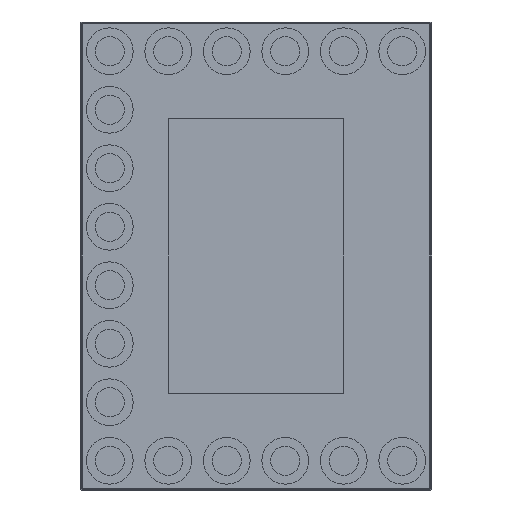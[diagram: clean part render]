
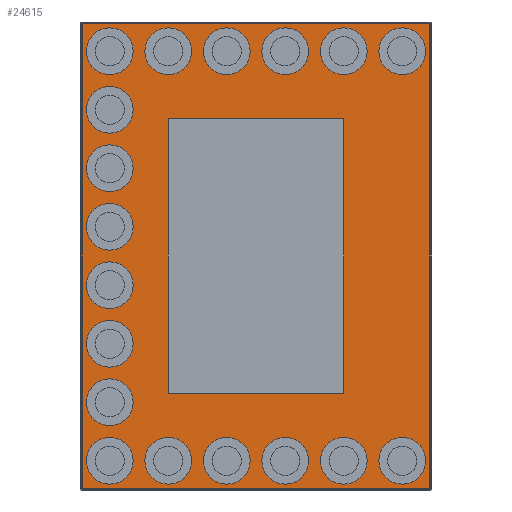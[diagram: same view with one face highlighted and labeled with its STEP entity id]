
A CAD part, front view. The second image highlights one B-rep face of the part: STEP entity #24615.
In plain terms, the highlighted planar face has unit normal (0, -1, 0).
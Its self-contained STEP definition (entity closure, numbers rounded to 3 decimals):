
#679=FACE_BOUND('',#3786,.T.);
#680=FACE_BOUND('',#3787,.T.);
#681=FACE_BOUND('',#3788,.T.);
#682=FACE_BOUND('',#3789,.T.);
#683=FACE_BOUND('',#3790,.T.);
#684=FACE_BOUND('',#3791,.T.);
#685=FACE_BOUND('',#3792,.T.);
#686=FACE_BOUND('',#3793,.T.);
#687=FACE_BOUND('',#3794,.T.);
#688=FACE_BOUND('',#3795,.T.);
#689=FACE_BOUND('',#3796,.T.);
#690=FACE_BOUND('',#3797,.T.);
#691=FACE_BOUND('',#3798,.T.);
#692=FACE_BOUND('',#3799,.T.);
#693=FACE_BOUND('',#3800,.T.);
#694=FACE_BOUND('',#3801,.T.);
#695=FACE_BOUND('',#3802,.T.);
#696=FACE_BOUND('',#3803,.T.);
#697=FACE_BOUND('',#3804,.T.);
#1099=PLANE('',#27178);
#2131=FACE_OUTER_BOUND('',#3785,.T.);
#3785=EDGE_LOOP('',(#19367,#19368,#19369,#19370));
#3786=EDGE_LOOP('',(#19371));
#3787=EDGE_LOOP('',(#19372));
#3788=EDGE_LOOP('',(#19373));
#3789=EDGE_LOOP('',(#19374));
#3790=EDGE_LOOP('',(#19375));
#3791=EDGE_LOOP('',(#19376));
#3792=EDGE_LOOP('',(#19377));
#3793=EDGE_LOOP('',(#19378));
#3794=EDGE_LOOP('',(#19379));
#3795=EDGE_LOOP('',(#19380));
#3796=EDGE_LOOP('',(#19381));
#3797=EDGE_LOOP('',(#19382));
#3798=EDGE_LOOP('',(#19383));
#3799=EDGE_LOOP('',(#19384));
#3800=EDGE_LOOP('',(#19385));
#3801=EDGE_LOOP('',(#19386));
#3802=EDGE_LOOP('',(#19387));
#3803=EDGE_LOOP('',(#19388));
#3804=EDGE_LOOP('',(#19389,#19390,#19391,#19392));
#5392=LINE('',#40125,#7307);
#5395=LINE('',#40136,#7310);
#5399=LINE('',#40152,#7314);
#5403=LINE('',#40161,#7318);
#5410=LINE('',#40217,#7325);
#5411=LINE('',#40219,#7326);
#5412=LINE('',#40221,#7327);
#5413=LINE('',#40222,#7328);
#7307=VECTOR('',#32436,10.);
#7310=VECTOR('',#32449,10.);
#7314=VECTOR('',#32467,10.);
#7318=VECTOR('',#32477,10.);
#7325=VECTOR('',#32534,30.);
#7326=VECTOR('',#32535,47.);
#7327=VECTOR('',#32536,30.);
#7328=VECTOR('',#32537,47.);
#9459=CIRCLE('',#27179,4.);
#9460=CIRCLE('',#27180,4.);
#9461=CIRCLE('',#27181,4.);
#9462=CIRCLE('',#27182,4.);
#9463=CIRCLE('',#27183,4.);
#9464=CIRCLE('',#27184,4.);
#9465=CIRCLE('',#27185,4.);
#9466=CIRCLE('',#27186,4.);
#9467=CIRCLE('',#27187,4.);
#9468=CIRCLE('',#27188,4.);
#9469=CIRCLE('',#27189,4.);
#9470=CIRCLE('',#27190,4.);
#9471=CIRCLE('',#27191,4.);
#9472=CIRCLE('',#27192,4.);
#9473=CIRCLE('',#27193,4.);
#9474=CIRCLE('',#27194,4.);
#9475=CIRCLE('',#27195,4.);
#9476=CIRCLE('',#27196,4.);
#11238=VERTEX_POINT('',#40111);
#11243=VERTEX_POINT('',#40121);
#11244=VERTEX_POINT('',#40128);
#11249=VERTEX_POINT('',#40144);
#11258=VERTEX_POINT('',#40179);
#11259=VERTEX_POINT('',#40181);
#11260=VERTEX_POINT('',#40183);
#11261=VERTEX_POINT('',#40185);
#11262=VERTEX_POINT('',#40187);
#11263=VERTEX_POINT('',#40189);
#11264=VERTEX_POINT('',#40191);
#11265=VERTEX_POINT('',#40193);
#11266=VERTEX_POINT('',#40195);
#11267=VERTEX_POINT('',#40197);
#11268=VERTEX_POINT('',#40199);
#11269=VERTEX_POINT('',#40201);
#11270=VERTEX_POINT('',#40203);
#11271=VERTEX_POINT('',#40205);
#11272=VERTEX_POINT('',#40207);
#11273=VERTEX_POINT('',#40209);
#11274=VERTEX_POINT('',#40211);
#11275=VERTEX_POINT('',#40213);
#11276=VERTEX_POINT('',#40215);
#11277=VERTEX_POINT('',#40216);
#11278=VERTEX_POINT('',#40218);
#11279=VERTEX_POINT('',#40220);
#14126=EDGE_CURVE('',#11238,#11243,#5392,.T.);
#14132=EDGE_CURVE('',#11244,#11238,#5395,.T.);
#14140=EDGE_CURVE('',#11249,#11244,#5399,.T.);
#14145=EDGE_CURVE('',#11243,#11249,#5403,.T.);
#14154=EDGE_CURVE('',#11258,#11258,#9459,.T.);
#14155=EDGE_CURVE('',#11259,#11259,#9460,.T.);
#14156=EDGE_CURVE('',#11260,#11260,#9461,.T.);
#14157=EDGE_CURVE('',#11261,#11261,#9462,.T.);
#14158=EDGE_CURVE('',#11262,#11262,#9463,.T.);
#14159=EDGE_CURVE('',#11263,#11263,#9464,.T.);
#14160=EDGE_CURVE('',#11264,#11264,#9465,.T.);
#14161=EDGE_CURVE('',#11265,#11265,#9466,.T.);
#14162=EDGE_CURVE('',#11266,#11266,#9467,.T.);
#14163=EDGE_CURVE('',#11267,#11267,#9468,.T.);
#14164=EDGE_CURVE('',#11268,#11268,#9469,.T.);
#14165=EDGE_CURVE('',#11269,#11269,#9470,.T.);
#14166=EDGE_CURVE('',#11270,#11270,#9471,.T.);
#14167=EDGE_CURVE('',#11271,#11271,#9472,.T.);
#14168=EDGE_CURVE('',#11272,#11272,#9473,.T.);
#14169=EDGE_CURVE('',#11273,#11273,#9474,.T.);
#14170=EDGE_CURVE('',#11274,#11274,#9475,.T.);
#14171=EDGE_CURVE('',#11275,#11275,#9476,.T.);
#14172=EDGE_CURVE('',#11276,#11277,#5410,.T.);
#14173=EDGE_CURVE('',#11278,#11276,#5411,.T.);
#14174=EDGE_CURVE('',#11279,#11278,#5412,.T.);
#14175=EDGE_CURVE('',#11277,#11279,#5413,.T.);
#19367=ORIENTED_EDGE('',*,*,#14126,.F.);
#19368=ORIENTED_EDGE('',*,*,#14132,.F.);
#19369=ORIENTED_EDGE('',*,*,#14140,.F.);
#19370=ORIENTED_EDGE('',*,*,#14145,.F.);
#19371=ORIENTED_EDGE('',*,*,#14154,.T.);
#19372=ORIENTED_EDGE('',*,*,#14155,.T.);
#19373=ORIENTED_EDGE('',*,*,#14156,.T.);
#19374=ORIENTED_EDGE('',*,*,#14157,.T.);
#19375=ORIENTED_EDGE('',*,*,#14158,.T.);
#19376=ORIENTED_EDGE('',*,*,#14159,.T.);
#19377=ORIENTED_EDGE('',*,*,#14160,.T.);
#19378=ORIENTED_EDGE('',*,*,#14161,.T.);
#19379=ORIENTED_EDGE('',*,*,#14162,.T.);
#19380=ORIENTED_EDGE('',*,*,#14163,.T.);
#19381=ORIENTED_EDGE('',*,*,#14164,.T.);
#19382=ORIENTED_EDGE('',*,*,#14165,.T.);
#19383=ORIENTED_EDGE('',*,*,#14166,.T.);
#19384=ORIENTED_EDGE('',*,*,#14167,.T.);
#19385=ORIENTED_EDGE('',*,*,#14168,.T.);
#19386=ORIENTED_EDGE('',*,*,#14169,.T.);
#19387=ORIENTED_EDGE('',*,*,#14170,.T.);
#19388=ORIENTED_EDGE('',*,*,#14171,.T.);
#19389=ORIENTED_EDGE('',*,*,#14172,.F.);
#19390=ORIENTED_EDGE('',*,*,#14173,.F.);
#19391=ORIENTED_EDGE('',*,*,#14174,.F.);
#19392=ORIENTED_EDGE('',*,*,#14175,.F.);
#24615=ADVANCED_FACE('',(#2131,#679,#680,#681,#682,#683,#684,#685,#686,
#687,#688,#689,#690,#691,#692,#693,#694,#695,#696,#697),#1099,.F.);
#27178=AXIS2_PLACEMENT_3D('',#40178,#32496,#32497);
#27179=AXIS2_PLACEMENT_3D('',#40180,#32498,#32499);
#27180=AXIS2_PLACEMENT_3D('',#40182,#32500,#32501);
#27181=AXIS2_PLACEMENT_3D('',#40184,#32502,#32503);
#27182=AXIS2_PLACEMENT_3D('',#40186,#32504,#32505);
#27183=AXIS2_PLACEMENT_3D('',#40188,#32506,#32507);
#27184=AXIS2_PLACEMENT_3D('',#40190,#32508,#32509);
#27185=AXIS2_PLACEMENT_3D('',#40192,#32510,#32511);
#27186=AXIS2_PLACEMENT_3D('',#40194,#32512,#32513);
#27187=AXIS2_PLACEMENT_3D('',#40196,#32514,#32515);
#27188=AXIS2_PLACEMENT_3D('',#40198,#32516,#32517);
#27189=AXIS2_PLACEMENT_3D('',#40200,#32518,#32519);
#27190=AXIS2_PLACEMENT_3D('',#40202,#32520,#32521);
#27191=AXIS2_PLACEMENT_3D('',#40204,#32522,#32523);
#27192=AXIS2_PLACEMENT_3D('',#40206,#32524,#32525);
#27193=AXIS2_PLACEMENT_3D('',#40208,#32526,#32527);
#27194=AXIS2_PLACEMENT_3D('',#40210,#32528,#32529);
#27195=AXIS2_PLACEMENT_3D('',#40212,#32530,#32531);
#27196=AXIS2_PLACEMENT_3D('',#40214,#32532,#32533);
#32436=DIRECTION('',(-1.,0.,0.));
#32449=DIRECTION('',(0.,0.,-1.));
#32467=DIRECTION('',(1.,0.,0.));
#32477=DIRECTION('',(0.,0.,1.));
#32496=DIRECTION('center_axis',(0.,1.,0.));
#32497=DIRECTION('ref_axis',(0.,0.,1.));
#32498=DIRECTION('center_axis',(0.,1.,0.));
#32499=DIRECTION('ref_axis',(0.,0.,1.));
#32500=DIRECTION('center_axis',(0.,1.,0.));
#32501=DIRECTION('ref_axis',(0.,0.,1.));
#32502=DIRECTION('center_axis',(0.,1.,0.));
#32503=DIRECTION('ref_axis',(0.,0.,1.));
#32504=DIRECTION('center_axis',(0.,1.,0.));
#32505=DIRECTION('ref_axis',(0.,0.,1.));
#32506=DIRECTION('center_axis',(0.,1.,0.));
#32507=DIRECTION('ref_axis',(0.,0.,1.));
#32508=DIRECTION('center_axis',(0.,1.,0.));
#32509=DIRECTION('ref_axis',(0.,0.,1.));
#32510=DIRECTION('center_axis',(0.,1.,0.));
#32511=DIRECTION('ref_axis',(0.,0.,1.));
#32512=DIRECTION('center_axis',(0.,1.,0.));
#32513=DIRECTION('ref_axis',(0.,0.,1.));
#32514=DIRECTION('center_axis',(0.,1.,0.));
#32515=DIRECTION('ref_axis',(0.,0.,1.));
#32516=DIRECTION('center_axis',(0.,1.,0.));
#32517=DIRECTION('ref_axis',(0.,0.,1.));
#32518=DIRECTION('center_axis',(0.,1.,0.));
#32519=DIRECTION('ref_axis',(0.,0.,1.));
#32520=DIRECTION('center_axis',(0.,1.,0.));
#32521=DIRECTION('ref_axis',(0.,0.,1.));
#32522=DIRECTION('center_axis',(0.,1.,0.));
#32523=DIRECTION('ref_axis',(0.,0.,1.));
#32524=DIRECTION('center_axis',(0.,1.,0.));
#32525=DIRECTION('ref_axis',(0.,0.,1.));
#32526=DIRECTION('center_axis',(0.,1.,0.));
#32527=DIRECTION('ref_axis',(0.,0.,1.));
#32528=DIRECTION('center_axis',(0.,1.,0.));
#32529=DIRECTION('ref_axis',(0.,0.,1.));
#32530=DIRECTION('center_axis',(0.,1.,0.));
#32531=DIRECTION('ref_axis',(0.,0.,1.));
#32532=DIRECTION('center_axis',(0.,1.,0.));
#32533=DIRECTION('ref_axis',(0.,0.,1.));
#32534=DIRECTION('',(1.,0.,0.));
#32535=DIRECTION('',(0.,0.,-1.));
#32536=DIRECTION('',(-1.,0.,0.));
#32537=DIRECTION('',(0.,0.,1.));
#40111=CARTESIAN_POINT('',(-60.269,0.,-39.731));
#40121=CARTESIAN_POINT('',(-119.731,0.,-39.731));
#40125=CARTESIAN_POINT('',(-120.605,0.,-39.731));
#40128=CARTESIAN_POINT('',(-60.269,0.,39.731));
#40136=CARTESIAN_POINT('',(-60.269,0.,35.45));
#40144=CARTESIAN_POINT('',(-119.731,0.,39.731));
#40152=CARTESIAN_POINT('',(-29.395,0.,39.731));
#40161=CARTESIAN_POINT('',(-119.731,0.,112.716));
#40178=CARTESIAN_POINT('Origin',(-120.,0.,112.111));
#40179=CARTESIAN_POINT('',(-105.,0.,39.));
#40180=CARTESIAN_POINT('Origin',(-105.,0.,35.));
#40181=CARTESIAN_POINT('',(-115.,0.,-31.));
#40182=CARTESIAN_POINT('Origin',(-115.,0.,-35.));
#40183=CARTESIAN_POINT('',(-115.,0.,-21.));
#40184=CARTESIAN_POINT('Origin',(-115.,0.,-25.));
#40185=CARTESIAN_POINT('',(-115.,0.,-11.));
#40186=CARTESIAN_POINT('Origin',(-115.,0.,-15.));
#40187=CARTESIAN_POINT('',(-115.,0.,-1.));
#40188=CARTESIAN_POINT('Origin',(-115.,0.,-5.));
#40189=CARTESIAN_POINT('',(-115.,0.,9.));
#40190=CARTESIAN_POINT('Origin',(-115.,0.,5.));
#40191=CARTESIAN_POINT('',(-115.,0.,19.));
#40192=CARTESIAN_POINT('Origin',(-115.,0.,15.));
#40193=CARTESIAN_POINT('',(-115.,0.,29.));
#40194=CARTESIAN_POINT('Origin',(-115.,0.,25.));
#40195=CARTESIAN_POINT('',(-105.,0.,-31.));
#40196=CARTESIAN_POINT('Origin',(-105.,0.,-35.));
#40197=CARTESIAN_POINT('',(-95.,0.,-31.));
#40198=CARTESIAN_POINT('Origin',(-95.,0.,-35.));
#40199=CARTESIAN_POINT('',(-85.,0.,-31.));
#40200=CARTESIAN_POINT('Origin',(-85.,0.,-35.));
#40201=CARTESIAN_POINT('',(-75.,0.,-31.));
#40202=CARTESIAN_POINT('Origin',(-75.,0.,-35.));
#40203=CARTESIAN_POINT('',(-65.,0.,-31.));
#40204=CARTESIAN_POINT('Origin',(-65.,0.,-35.));
#40205=CARTESIAN_POINT('',(-115.,0.,39.));
#40206=CARTESIAN_POINT('Origin',(-115.,0.,35.));
#40207=CARTESIAN_POINT('',(-95.,0.,39.));
#40208=CARTESIAN_POINT('Origin',(-95.,0.,35.));
#40209=CARTESIAN_POINT('',(-85.,0.,39.));
#40210=CARTESIAN_POINT('Origin',(-85.,0.,35.));
#40211=CARTESIAN_POINT('',(-75.,0.,39.));
#40212=CARTESIAN_POINT('Origin',(-75.,0.,35.));
#40213=CARTESIAN_POINT('',(-65.,0.,39.));
#40214=CARTESIAN_POINT('Origin',(-65.,0.,35.));
#40215=CARTESIAN_POINT('',(-105.,0.,-23.5));
#40216=CARTESIAN_POINT('',(-75.,0.,-23.5));
#40217=CARTESIAN_POINT('',(-105.,0.,-23.5));
#40218=CARTESIAN_POINT('',(-105.,0.,23.5));
#40219=CARTESIAN_POINT('',(-105.,0.,23.5));
#40220=CARTESIAN_POINT('',(-75.,0.,23.5));
#40221=CARTESIAN_POINT('',(-75.,0.,23.5));
#40222=CARTESIAN_POINT('',(-75.,0.,-23.5));
